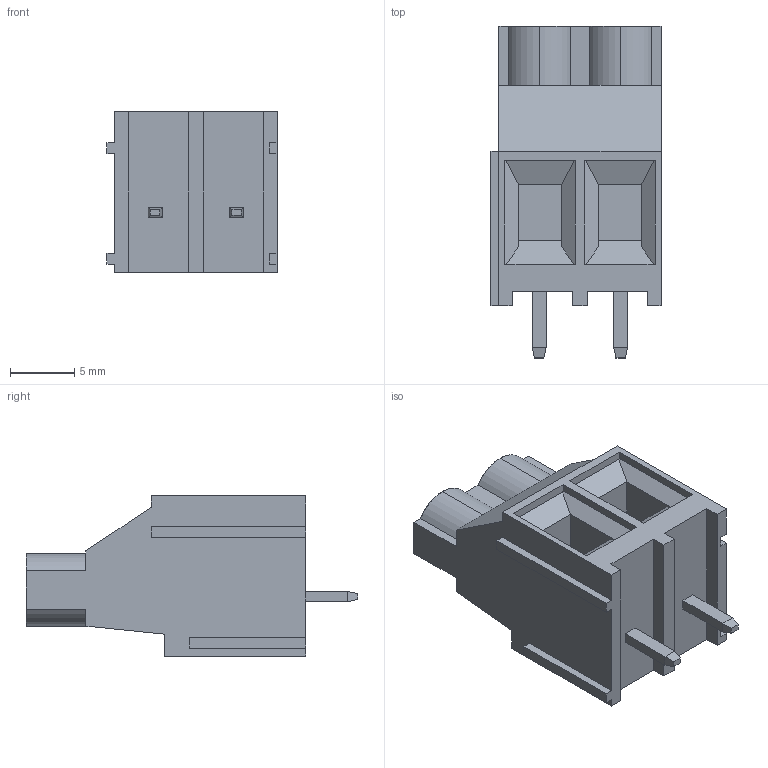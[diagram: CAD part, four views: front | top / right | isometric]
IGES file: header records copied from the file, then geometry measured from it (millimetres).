
Start section: SolidWorks IGES file using analytic representation for surfaces
Global section: file name: TBR-06-250.IGS; native system: SolidWorks 2014; preprocessor: SolidWorks 2014; author: ewilson; date: 140811.123127; units: inch
Bounding box: 13.25 x 25.86 x 12.5 mm (x, y, z)
Surface area: 1662.7 mm2 (no closed solid volume)
Topology: 0 solids, 0 shells, 117 faces, 792 edges, 792 vertices
Faces by surface type: bspline 107, revolution 10
